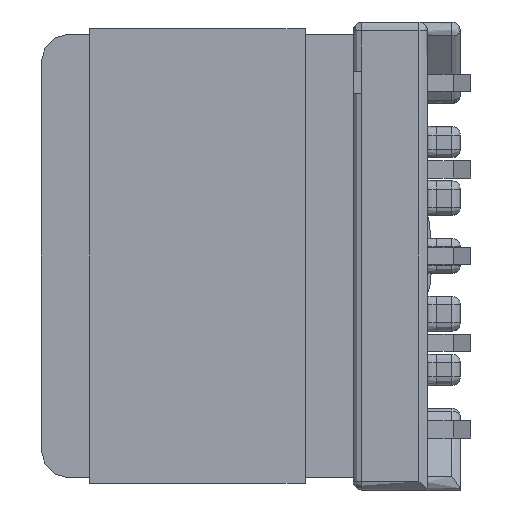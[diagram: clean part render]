
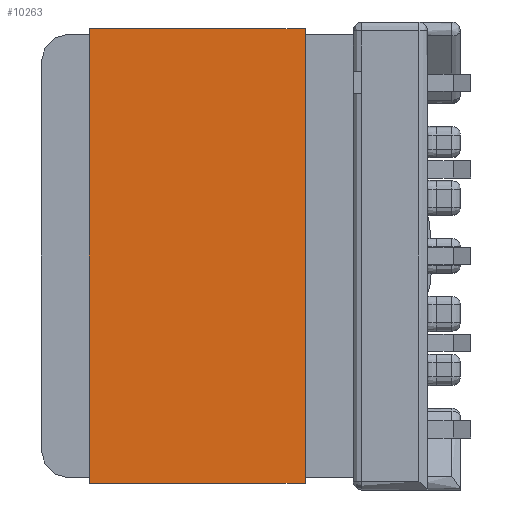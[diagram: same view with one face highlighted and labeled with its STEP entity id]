
A CAD part, left-side view. The second image highlights one B-rep face of the part: STEP entity #10263.
In plain terms, the highlighted planar face has unit normal (-1, 0, 0).
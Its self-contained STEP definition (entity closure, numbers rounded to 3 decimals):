
#28 = VERTEX_POINT ( 'NONE', #11492 ) ;
#821 = LINE ( 'NONE', #19041, #3260 ) ;
#850 = EDGE_LOOP ( 'NONE', ( #3884, #17156, #21945, #21268 ) ) ;
#1643 = CARTESIAN_POINT ( 'NONE',  ( -0.15, -12.95, 0. ) ) ;
#1790 = FACE_OUTER_BOUND ( 'NONE', #850, .T. ) ;
#3147 = EDGE_CURVE ( 'NONE', #11932, #28, #7856, .T. ) ;
#3260 = VECTOR ( 'NONE', #13877, 1000. ) ;
#3884 = ORIENTED_EDGE ( 'NONE', *, *, #13415, .F. ) ;
#3917 = EDGE_CURVE ( 'NONE', #11932, #11298, #19917, .T. ) ;
#4184 = CARTESIAN_POINT ( 'NONE',  ( -0.15, 0.15, -6.22 ) ) ;
#5995 = LINE ( 'NONE', #14111, #20787 ) ;
#7176 = DIRECTION ( 'NONE',  ( 0., 0., 1. ) ) ;
#7856 = LINE ( 'NONE', #20495, #15919 ) ;
#10263 = ADVANCED_FACE ( 'NONE', ( #1790 ), #19645, .T. ) ;
#11298 = VERTEX_POINT ( 'NONE', #15045 ) ;
#11492 = CARTESIAN_POINT ( 'NONE',  ( -0.15, -12.95, -6.22 ) ) ;
#11932 = VERTEX_POINT ( 'NONE', #21196 ) ;
#12937 = DIRECTION ( 'NONE',  ( 0., -1., 0. ) ) ;
#13415 = EDGE_CURVE ( 'NONE', #11298, #15652, #821, .T. ) ;
#13877 = DIRECTION ( 'NONE',  ( 0., -1., 0. ) ) ;
#14111 = CARTESIAN_POINT ( 'NONE',  ( -0.15, -12.95, -6.22 ) ) ;
#15045 = CARTESIAN_POINT ( 'NONE',  ( -0.15, 0.15, 0. ) ) ;
#15360 = VECTOR ( 'NONE', #19417, 1000. ) ;
#15652 = VERTEX_POINT ( 'NONE', #1643 ) ;
#15919 = VECTOR ( 'NONE', #18930, 1000. ) ;
#17156 = ORIENTED_EDGE ( 'NONE', *, *, #3917, .F. ) ;
#17228 = AXIS2_PLACEMENT_3D ( 'NONE', #4184, #19728, #12937 ) ;
#17845 = CARTESIAN_POINT ( 'NONE',  ( -0.15, 0.15, -6.22 ) ) ;
#18930 = DIRECTION ( 'NONE',  ( 0., -1., 0. ) ) ;
#19041 = CARTESIAN_POINT ( 'NONE',  ( -0.15, 0.15, 0. ) ) ;
#19417 = DIRECTION ( 'NONE',  ( 0., 0., 1. ) ) ;
#19645 = PLANE ( 'NONE',  #17228 ) ;
#19728 = DIRECTION ( 'NONE',  ( -1., 0., 0. ) ) ;
#19917 = LINE ( 'NONE', #17845, #15360 ) ;
#20298 = EDGE_CURVE ( 'NONE', #28, #15652, #5995, .T. ) ;
#20495 = CARTESIAN_POINT ( 'NONE',  ( -0.15, 0.15, -6.22 ) ) ;
#20787 = VECTOR ( 'NONE', #7176, 1000. ) ;
#21196 = CARTESIAN_POINT ( 'NONE',  ( -0.15, 0.15, -6.22 ) ) ;
#21268 = ORIENTED_EDGE ( 'NONE', *, *, #20298, .T. ) ;
#21945 = ORIENTED_EDGE ( 'NONE', *, *, #3147, .T. ) ;
